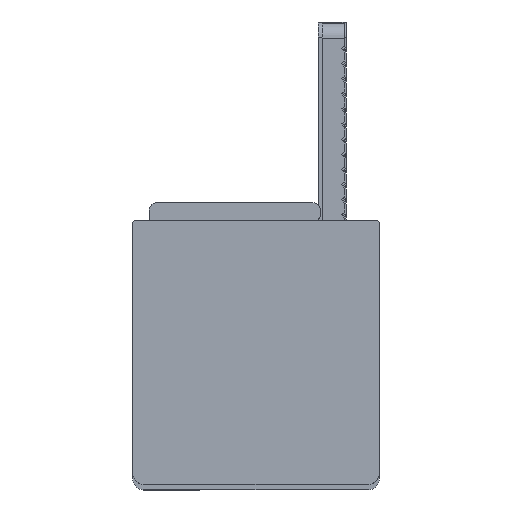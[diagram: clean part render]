
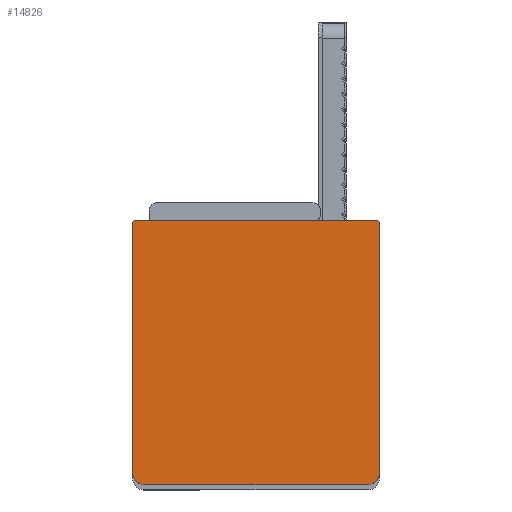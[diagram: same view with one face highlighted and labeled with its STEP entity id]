
A CAD part, top view. The second image highlights one B-rep face of the part: STEP entity #14826.
In plain terms, the highlighted planar face has unit normal (0, 0, 1).
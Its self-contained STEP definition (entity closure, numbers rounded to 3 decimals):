
#1015 = CARTESIAN_POINT ( 'NONE',  ( 13.916, -1., 219. ) ) ;
#1106 = CARTESIAN_POINT ( 'NONE',  ( -0.984, -1., 219. ) ) ;
#1107 = CARTESIAN_POINT ( 'NONE',  ( -1.734, 16.3, 219. ) ) ;
#1125 = CARTESIAN_POINT ( 'NONE',  ( 14.666, -0.25, 219. ) ) ;
#1145 = CARTESIAN_POINT ( 'NONE',  ( -1.534, 16.5, 219. ) ) ;
#1157 = CARTESIAN_POINT ( 'NONE',  ( 14.466, 16.5, 219. ) ) ;
#1167 = CARTESIAN_POINT ( 'NONE',  ( 14.666, 16.3, 219. ) ) ;
#1174 = CARTESIAN_POINT ( 'NONE',  ( -1.734, -0.25, 219. ) ) ;
#3180 = DIRECTION ( 'NONE',  ( -1., 0., 0. ) ) ;
#3183 = PLANE ( 'NONE',  #17146 ) ;
#3190 = CARTESIAN_POINT ( 'NONE',  ( 6.466, -11.046, 219. ) ) ;
#3192 = DIRECTION ( 'NONE',  ( 0., 0., -1. ) ) ;
#3220 = FACE_OUTER_BOUND ( 'NONE', #21796, .T. ) ;
#3845 = DIRECTION ( 'NONE',  ( 0., -1., 0. ) ) ;
#3847 = CARTESIAN_POINT ( 'NONE',  ( 14.666, -11.046, 219. ) ) ;
#3849 = LINE ( 'NONE', #3847, #18861 ) ;
#3886 = CARTESIAN_POINT ( 'NONE',  ( 14.466, 16.3, 219. ) ) ;
#3887 = DIRECTION ( 'NONE',  ( 0., 0., -1. ) ) ;
#3888 = DIRECTION ( 'NONE',  ( 1., 0., 0. ) ) ;
#3984 = DIRECTION ( 'NONE',  ( 0., -1., 0. ) ) ;
#3991 = LINE ( 'NONE', #3999, #18927 ) ;
#3999 = CARTESIAN_POINT ( 'NONE',  ( -1.734, -11.046, 219. ) ) ;
#6043 = EDGE_CURVE ( 'NONE', #11884, #11906, #18594, .T. ) ;
#6064 = EDGE_CURVE ( 'NONE', #11910, #11912, #12756, .T. ) ;
#6107 = EDGE_CURVE ( 'NONE', #11885, #11910, #18724, .T. ) ;
#6111 = EDGE_CURVE ( 'NONE', #11891, #11808, #18734, .T. ) ;
#6144 = EDGE_CURVE ( 'NONE', #11884, #11808, #12987, .T. ) ;
#6208 = EDGE_CURVE ( 'NONE', #11960, #11891, #3849, .T. ) ;
#6223 = EDGE_CURVE ( 'NONE', #11912, #11960, #18864, .T. ) ;
#6256 = EDGE_CURVE ( 'NONE', #11885, #11906, #3991, .T. ) ;
#11808 = VERTEX_POINT ( 'NONE', #1015 ) ;
#11884 = VERTEX_POINT ( 'NONE', #1106 ) ;
#11885 = VERTEX_POINT ( 'NONE', #1107 ) ;
#11891 = VERTEX_POINT ( 'NONE', #1125 ) ;
#11906 = VERTEX_POINT ( 'NONE', #1174 ) ;
#11910 = VERTEX_POINT ( 'NONE', #1145 ) ;
#11912 = VERTEX_POINT ( 'NONE', #1157 ) ;
#11960 = VERTEX_POINT ( 'NONE', #1167 ) ;
#12677 = CARTESIAN_POINT ( 'NONE',  ( -0.984, -0.25, 219. ) ) ;
#12683 = DIRECTION ( 'NONE',  ( 0., 0., -1. ) ) ;
#12686 = DIRECTION ( 'NONE',  ( 1., 0., 0. ) ) ;
#12736 = CARTESIAN_POINT ( 'NONE',  ( 6.466, 16.5, 219. ) ) ;
#12756 = LINE ( 'NONE', #12736, #18636 ) ;
#12767 = DIRECTION ( 'NONE',  ( 1., 0., 0. ) ) ;
#12872 = CARTESIAN_POINT ( 'NONE',  ( -1.534, 16.3, 219. ) ) ;
#12873 = DIRECTION ( 'NONE',  ( 0., 0., -1. ) ) ;
#12874 = DIRECTION ( 'NONE',  ( 1., 0., 0. ) ) ;
#12878 = DIRECTION ( 'NONE',  ( 0., 0., -1. ) ) ;
#12879 = DIRECTION ( 'NONE',  ( 1., 0., 0. ) ) ;
#12884 = CARTESIAN_POINT ( 'NONE',  ( 13.916, -0.25, 219. ) ) ;
#12984 = CARTESIAN_POINT ( 'NONE',  ( 6.466, -1., 219. ) ) ;
#12987 = LINE ( 'NONE', #12984, #18700 ) ;
#12990 = DIRECTION ( 'NONE',  ( 1., 0., 0. ) ) ;
#14826 = ADVANCED_FACE ( 'NONE', ( #3220 ), #3183, .F. ) ;
#15348 = ORIENTED_EDGE ( 'NONE', *, *, #6107, .F. ) ;
#15349 = ORIENTED_EDGE ( 'NONE', *, *, #6043, .F. ) ;
#15403 = ORIENTED_EDGE ( 'NONE', *, *, #6111, .F. ) ;
#15405 = ORIENTED_EDGE ( 'NONE', *, *, #6256, .T. ) ;
#15406 = ORIENTED_EDGE ( 'NONE', *, *, #6208, .F. ) ;
#15427 = ORIENTED_EDGE ( 'NONE', *, *, #6223, .F. ) ;
#15438 = ORIENTED_EDGE ( 'NONE', *, *, #6144, .T. ) ;
#15454 = ORIENTED_EDGE ( 'NONE', *, *, #6064, .F. ) ;
#17146 = AXIS2_PLACEMENT_3D ( 'NONE', #3190, #3192, #3180 ) ;
#18594 = CIRCLE ( 'NONE', #18659, 0.75 ) ;
#18636 = VECTOR ( 'NONE', #12767, 1000. ) ;
#18659 = AXIS2_PLACEMENT_3D ( 'NONE', #12677, #12683, #12686 ) ;
#18700 = VECTOR ( 'NONE', #12990, 1000. ) ;
#18711 = AXIS2_PLACEMENT_3D ( 'NONE', #12884, #12873, #12874 ) ;
#18713 = AXIS2_PLACEMENT_3D ( 'NONE', #12872, #12878, #12879 ) ;
#18724 = CIRCLE ( 'NONE', #18713, 0.2 ) ;
#18734 = CIRCLE ( 'NONE', #18711, 0.75 ) ;
#18840 = AXIS2_PLACEMENT_3D ( 'NONE', #3886, #3887, #3888 ) ;
#18861 = VECTOR ( 'NONE', #3845, 1000. ) ;
#18864 = CIRCLE ( 'NONE', #18840, 0.2 ) ;
#18927 = VECTOR ( 'NONE', #3984, 1000. ) ;
#21796 = EDGE_LOOP ( 'NONE', ( #15348, #15405, #15349, #15438, #15403, #15406, #15427, #15454 ) ) ;
